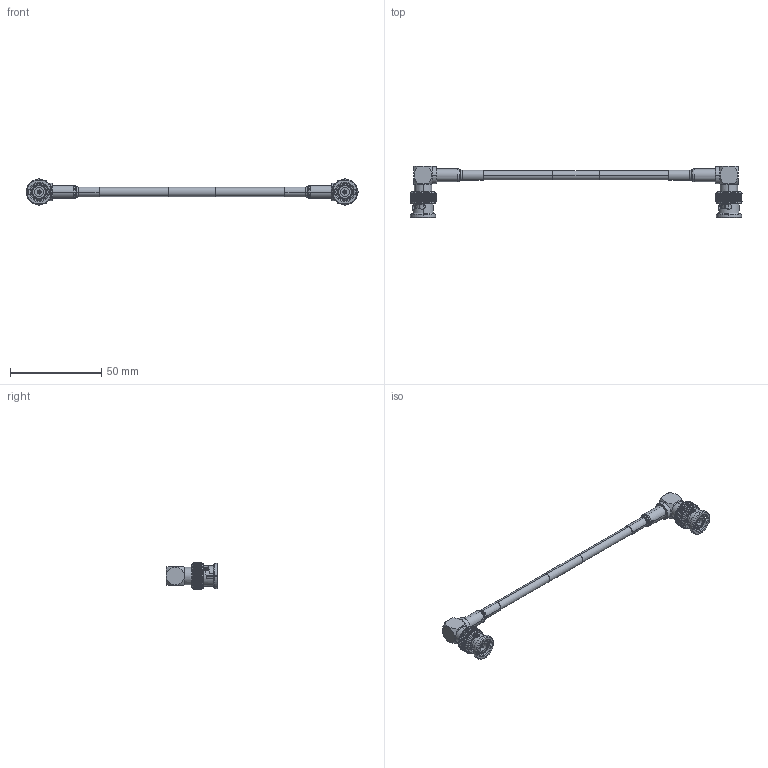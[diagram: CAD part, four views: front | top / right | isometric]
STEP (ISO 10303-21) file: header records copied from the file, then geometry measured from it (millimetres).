
FILE_DESCRIPTION (( 'STEP AP214' ), '1' );
FILE_NAME ('FMCA9855_3D.step', '2023-08-01T16:42:18', ( '' ), ( '' ), 'SwSTEP 2.0', 'SolidWorks 2022', '' );
FILE_SCHEMA (( 'AUTOMOTIVE_DESIGN' ));
Length unit declared in the file: inch
Products named in the file (3): Copy of PE45877^FMCA9855; FMCA9855_3D; Copy of RG58C-PROD^FMCA9855
Assembly tree (3 placements, depth 2):
  FMCA9855_3D
    Copy of RG58C-PROD^FMCA9855
    Copy of PE45877^FMCA9855  x2
Bounding box: 181.6 x 28.25 x 14.3 mm (x, y, z)
Volume: 8762.6 mm3; surface area: 10912.7 mm2
Topology: 5 solids, 5 shells, 918 faces, 2182 edges, 1304 vertices
Faces by surface type: plane 498, cylinder 276, cone 100, torus 38, bspline 6
Entity records: 15089 total; most frequent: CARTESIAN_POINT 4373, DIRECTION 2286, ORIENTED_EDGE 2200, EDGE_CURVE 1100, AXIS2_PLACEMENT_3D 883, VERTEX_POINT 658, VECTOR 520, LINE 520
